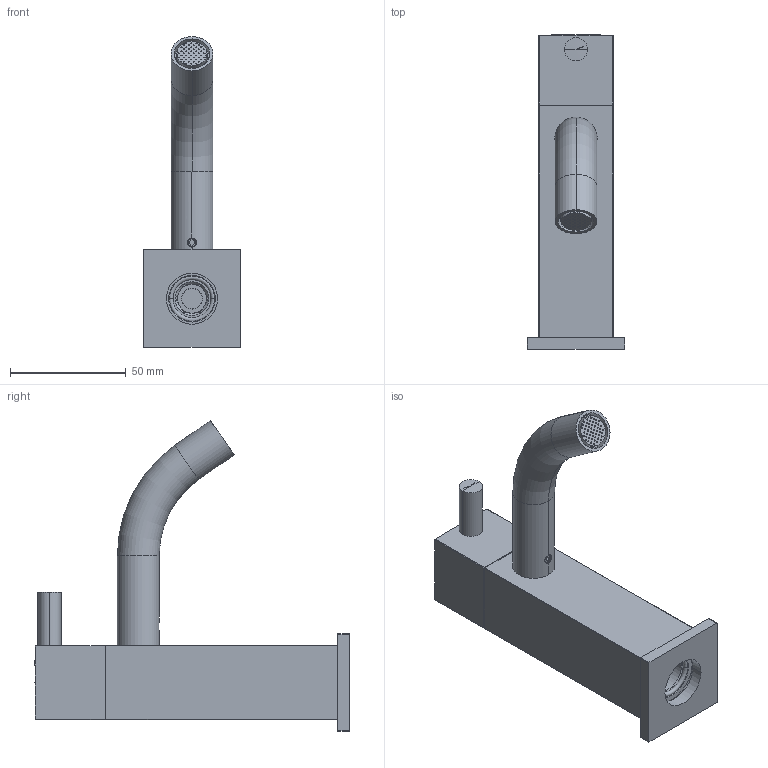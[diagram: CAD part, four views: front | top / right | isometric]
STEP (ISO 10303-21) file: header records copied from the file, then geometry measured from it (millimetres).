
FILE_DESCRIPTION((''),'2;1');
FILE_NAME('LEA090CR','2023-04-11T13:09:24',('simone.bertoli'),('PAFFONI SpA'),'CREO PARAMETRIC BY PTC INC, 2022124','CREO PARAMETRIC BY PTC INC, 2022124','');
FILE_SCHEMA(('CONFIG_CONTROL_DESIGN','SHAPE_APPEARANCE_LAYERS_GROUPS'));
Length unit declared in the file: millimetre
Products named in the file (1): LEA090CR
Bounding box: 42 x 135.7 x 133.98 mm (x, y, z)
Volume: 132249.7 mm3; surface area: 47808.9 mm2
Topology: 2 solids, 2 shells, 625 faces, 1732 edges, 1116 vertices
Faces by surface type: cylinder 347, plane 199, cone 52, torus 22, bspline 4, sphere 1
Entity records: 32115 total; most frequent: CARTESIAN_POINT 11083, ORIENTED_EDGE 3440, DIRECTION 3329, EDGE_CURVE 1720, AXIS2_PLACEMENT_3D 1317, VERTEX_POINT 1116, EDGE_LOOP 862, CIRCLE 696
